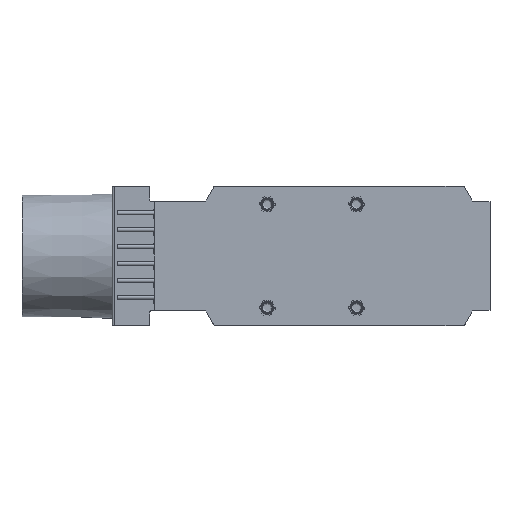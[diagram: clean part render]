
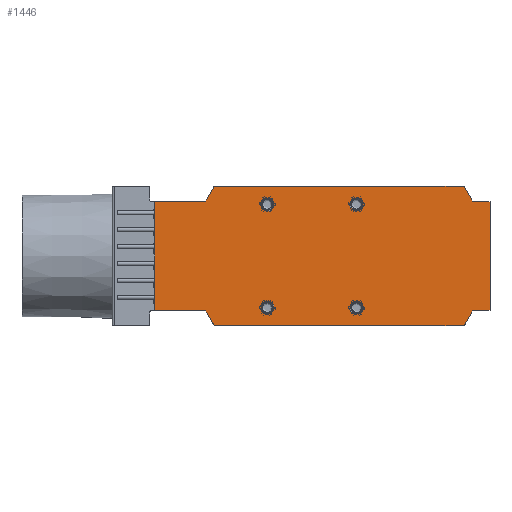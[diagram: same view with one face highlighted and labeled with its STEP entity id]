
A CAD part, front view. The second image highlights one B-rep face of the part: STEP entity #1446.
In plain terms, the highlighted planar face has unit normal (0, -1, 0).
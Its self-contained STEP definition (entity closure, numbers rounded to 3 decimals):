
#1446=ADVANCED_FACE('',(#55515,#55517,#55519,#55521,#55523),#55525,.T.);
#55515=FACE_BOUND('',#55516,.T.);
#55516=EDGE_LOOP('',(#98302,#98303,#98304,#98305,#98306,#98307,#98308,#98309,#98310,
#98311,#98312,#98313,#98314,#98315,#98316,#98317,#98318,#98319,#98320,#98321));
#55517=FACE_BOUND('',#55518,.T.);
#55518=EDGE_LOOP('',(#98322));
#55519=FACE_BOUND('',#55520,.T.);
#55520=EDGE_LOOP('',(#98323));
#55521=FACE_BOUND('',#55522,.T.);
#55522=EDGE_LOOP('',(#98324));
#55523=FACE_BOUND('',#55524,.T.);
#55524=EDGE_LOOP('',(#98325));
#55525=PLANE('',#55526);
#55526=AXIS2_PLACEMENT_3D('',#55527,#55528,#55529);
#55527=CARTESIAN_POINT('',(165.,0.,-74.));
#55528=DIRECTION('',(-0.,-1.,0.));
#55529=DIRECTION('',(0.,0.,1.));
#98302=ORIENTED_EDGE('',*,*,#132840,.T.);
#98303=ORIENTED_EDGE('',*,*,#132841,.T.);
#98304=ORIENTED_EDGE('',*,*,#132842,.T.);
#98305=ORIENTED_EDGE('',*,*,#132843,.T.);
#98306=ORIENTED_EDGE('',*,*,#132844,.T.);
#98307=ORIENTED_EDGE('',*,*,#132845,.T.);
#98308=ORIENTED_EDGE('',*,*,#132846,.T.);
#98309=ORIENTED_EDGE('',*,*,#132847,.T.);
#98310=ORIENTED_EDGE('',*,*,#132848,.T.);
#98311=ORIENTED_EDGE('',*,*,#132849,.F.);
#98312=ORIENTED_EDGE('',*,*,#132850,.T.);
#98313=ORIENTED_EDGE('',*,*,#132851,.F.);
#98314=ORIENTED_EDGE('',*,*,#132852,.T.);
#98315=ORIENTED_EDGE('',*,*,#132853,.T.);
#98316=ORIENTED_EDGE('',*,*,#132854,.T.);
#98317=ORIENTED_EDGE('',*,*,#132855,.F.);
#98318=ORIENTED_EDGE('',*,*,#132856,.T.);
#98319=ORIENTED_EDGE('',*,*,#132857,.T.);
#98320=ORIENTED_EDGE('',*,*,#132858,.T.);
#98321=ORIENTED_EDGE('',*,*,#132859,.T.);
#98322=ORIENTED_EDGE('',*,*,#132860,.T.);
#98323=ORIENTED_EDGE('',*,*,#132861,.T.);
#98324=ORIENTED_EDGE('',*,*,#132862,.T.);
#98325=ORIENTED_EDGE('',*,*,#132863,.T.);
#132840=EDGE_CURVE('',#150064,#150065,#150066,.T.);
#132841=EDGE_CURVE('',#150065,#150067,#150068,.F.);
#132842=EDGE_CURVE('',#150067,#150069,#150070,.F.);
#132843=EDGE_CURVE('',#150069,#150071,#150072,.F.);
#132844=EDGE_CURVE('',#150071,#150073,#150074,.F.);
#132845=EDGE_CURVE('',#150073,#150075,#150076,.T.);
#132846=EDGE_CURVE('',#150075,#150077,#150078,.F.);
#132847=EDGE_CURVE('',#150077,#150079,#150080,.F.);
#132848=EDGE_CURVE('',#150079,#150081,#150082,.F.);
#132849=EDGE_CURVE('',#150083,#150081,#150084,.T.);
#132850=EDGE_CURVE('',#150083,#150085,#150086,.T.);
#132851=EDGE_CURVE('',#150087,#150085,#150088,.T.);
#132852=EDGE_CURVE('',#150087,#150089,#150090,.F.);
#132853=EDGE_CURVE('',#150089,#150091,#150092,.F.);
#132854=EDGE_CURVE('',#150091,#150093,#150094,.F.);
#132855=EDGE_CURVE('',#150095,#150093,#150096,.T.);
#132856=EDGE_CURVE('',#150095,#150097,#150098,.F.);
#132857=EDGE_CURVE('',#150097,#150099,#150100,.F.);
#132858=EDGE_CURVE('',#150099,#150101,#150102,.F.);
#132859=EDGE_CURVE('',#150101,#150064,#150103,.F.);
#132860=EDGE_CURVE('',#150104,#150104,#150105,.F.);
#132861=EDGE_CURVE('',#150106,#150106,#150107,.F.);
#132862=EDGE_CURVE('',#150108,#150108,#150109,.F.);
#132863=EDGE_CURVE('',#150110,#150110,#150111,.F.);
#150064=VERTEX_POINT('',#178771);
#150065=VERTEX_POINT('',#178772);
#150066=LINE('',#178773,#178774);
#150067=VERTEX_POINT('',#178776);
#150068=LINE('',#178777,#178778);
#150069=VERTEX_POINT('',#178780);
#150070=CIRCLE('',#178781,2.);
#150071=VERTEX_POINT('',#178785);
#150072=LINE('',#178786,#178787);
#150073=VERTEX_POINT('',#178789);
#150074=CIRCLE('',#178790,2.);
#150075=VERTEX_POINT('',#178794);
#150076=LINE('',#178795,#178796);
#150077=VERTEX_POINT('',#178798);
#150078=CIRCLE('',#178799,2.);
#150079=VERTEX_POINT('',#178803);
#150080=LINE('',#178804,#178805);
#150081=VERTEX_POINT('',#178807);
#150082=CIRCLE('',#178808,2.);
#150083=VERTEX_POINT('',#178812);
#150084=LINE('',#178813,#178814);
#150085=VERTEX_POINT('',#178816);
#150086=LINE('',#178817,#178818);
#150087=VERTEX_POINT('',#178820);
#150088=LINE('',#178821,#178822);
#150089=VERTEX_POINT('',#178824);
#150090=CIRCLE('',#178825,2.);
#150091=VERTEX_POINT('',#178829);
#150092=LINE('',#178830,#178831);
#150093=VERTEX_POINT('',#178833);
#150094=CIRCLE('',#178834,2.);
#150095=VERTEX_POINT('',#178838);
#150096=LINE('',#178839,#178840);
#150097=VERTEX_POINT('',#178842);
#150098=CIRCLE('',#178843,2.);
#150099=VERTEX_POINT('',#178847);
#150100=LINE('',#178848,#178849);
#150101=VERTEX_POINT('',#178851);
#150102=CIRCLE('',#178852,2.);
#150103=LINE('',#178856,#178857);
#150104=VERTEX_POINT('',#178859);
#150105=CIRCLE('',#178860,6.25);
#150106=VERTEX_POINT('',#178864);
#150107=CIRCLE('',#178865,6.25);
#150108=VERTEX_POINT('',#178869);
#150109=CIRCLE('',#178870,6.25);
#150110=VERTEX_POINT('',#178874);
#150111=CIRCLE('',#178875,6.25);
#178771=CARTESIAN_POINT('',(163.,0.,-57.5));
#178772=CARTESIAN_POINT('',(163.,0.,57.5));
#178773=CARTESIAN_POINT('',(163.,0.,-57.5));
#178774=VECTOR('',#178775,1.);
#178775=DIRECTION('',(0.,0.,1.));
#178776=CARTESIAN_POINT('',(146.161,0.,57.5));
#178777=CARTESIAN_POINT('',(146.161,0.,57.5));
#178778=VECTOR('',#178779,1.);
#178779=DIRECTION('',(1.,0.,0.));
#178780=CARTESIAN_POINT('',(144.429,0.,58.5));
#178781=AXIS2_PLACEMENT_3D('',#178782,#178783,#178784);
#178782=CARTESIAN_POINT('',(146.161,0.,59.5));
#178783=DIRECTION('',(0.,-1.,0.));
#178784=DIRECTION('',(-0.866,0.,-0.5));
#178785=CARTESIAN_POINT('',(136.057,0.,73.));
#178786=CARTESIAN_POINT('',(136.057,0.,73.));
#178787=VECTOR('',#178788,1.);
#178788=DIRECTION('',(0.5,0.,-0.866));
#178789=CARTESIAN_POINT('',(134.325,0.,74.));
#178790=AXIS2_PLACEMENT_3D('',#178791,#178792,#178793);
#178791=CARTESIAN_POINT('',(134.325,0.,72.));
#178792=DIRECTION('',(0.,1.,0.));
#178793=DIRECTION('',(0.,0.,1.));
#178794=CARTESIAN_POINT('',(-129.315,0.,74.));
#178795=CARTESIAN_POINT('',(134.325,0.,74.));
#178796=VECTOR('',#178797,1.);
#178797=DIRECTION('',(-1.,0.,0.));
#178798=CARTESIAN_POINT('',(-131.047,0.,73.));
#178799=AXIS2_PLACEMENT_3D('',#178800,#178801,#178802);
#178800=CARTESIAN_POINT('',(-129.315,0.,72.));
#178801=DIRECTION('',(0.,1.,0.));
#178802=DIRECTION('',(-0.866,0.,0.5));
#178803=CARTESIAN_POINT('',(-139.419,0.,58.5));
#178804=CARTESIAN_POINT('',(-139.419,0.,58.5));
#178805=VECTOR('',#178806,1.);
#178806=DIRECTION('',(0.5,0.,0.866));
#178807=CARTESIAN_POINT('',(-141.151,0.,57.5));
#178808=AXIS2_PLACEMENT_3D('',#178809,#178810,#178811);
#178809=CARTESIAN_POINT('',(-141.151,0.,59.5));
#178810=DIRECTION('',(0.,-1.,0.));
#178811=DIRECTION('',(0.,0.,-1.));
#178812=CARTESIAN_POINT('',(-193.897,0.,57.5));
#178813=CARTESIAN_POINT('',(-193.897,0.,57.5));
#178814=VECTOR('',#178815,1.);
#178815=DIRECTION('',(1.,0.,0.));
#178816=CARTESIAN_POINT('',(-193.897,0.,-57.5));
#178817=CARTESIAN_POINT('',(-193.897,0.,57.5));
#178818=VECTOR('',#178819,1.);
#178819=DIRECTION('',(0.,0.,-1.));
#178820=CARTESIAN_POINT('',(-141.151,0.,-57.5));
#178821=CARTESIAN_POINT('',(-141.151,0.,-57.5));
#178822=VECTOR('',#178823,1.);
#178823=DIRECTION('',(-1.,0.,0.));
#178824=CARTESIAN_POINT('',(-139.419,0.,-58.5));
#178825=AXIS2_PLACEMENT_3D('',#178826,#178827,#178828);
#178826=CARTESIAN_POINT('',(-141.151,0.,-59.5));
#178827=DIRECTION('',(0.,-1.,0.));
#178828=DIRECTION('',(0.866,0.,0.5));
#178829=CARTESIAN_POINT('',(-131.047,0.,-73.));
#178830=CARTESIAN_POINT('',(-131.047,0.,-73.));
#178831=VECTOR('',#178832,1.);
#178832=DIRECTION('',(-0.5,0.,0.866));
#178833=CARTESIAN_POINT('',(-129.315,0.,-74.));
#178834=AXIS2_PLACEMENT_3D('',#178835,#178836,#178837);
#178835=CARTESIAN_POINT('',(-129.315,0.,-72.));
#178836=DIRECTION('',(0.,1.,0.));
#178837=DIRECTION('',(0.,0.,-1.));
#178838=CARTESIAN_POINT('',(134.325,0.,-74.));
#178839=CARTESIAN_POINT('',(134.325,0.,-74.));
#178840=VECTOR('',#178841,1.);
#178841=DIRECTION('',(-1.,0.,0.));
#178842=CARTESIAN_POINT('',(136.057,0.,-73.));
#178843=AXIS2_PLACEMENT_3D('',#178844,#178845,#178846);
#178844=CARTESIAN_POINT('',(134.325,0.,-72.));
#178845=DIRECTION('',(0.,1.,0.));
#178846=DIRECTION('',(0.866,0.,-0.5));
#178847=CARTESIAN_POINT('',(144.429,0.,-58.5));
#178848=CARTESIAN_POINT('',(144.429,0.,-58.5));
#178849=VECTOR('',#178850,1.);
#178850=DIRECTION('',(-0.5,0.,-0.866));
#178851=CARTESIAN_POINT('',(146.161,0.,-57.5));
#178852=AXIS2_PLACEMENT_3D('',#178853,#178854,#178855);
#178853=CARTESIAN_POINT('',(146.161,0.,-59.5));
#178854=DIRECTION('',(0.,-1.,0.));
#178855=DIRECTION('',(0.,0.,1.));
#178856=CARTESIAN_POINT('',(163.,0.,-57.5));
#178857=VECTOR('',#178858,1.);
#178858=DIRECTION('',(-1.,0.,0.));
#178859=CARTESIAN_POINT('',(-67.75,0.,55.));
#178860=AXIS2_PLACEMENT_3D('',#178861,#178862,#178863);
#178861=CARTESIAN_POINT('',(-74.,0.,55.));
#178862=DIRECTION('',(-0.,-1.,0.));
#178863=DIRECTION('',(1.,-0.,0.));
#178864=CARTESIAN_POINT('',(27.25,0.,55.));
#178865=AXIS2_PLACEMENT_3D('',#178866,#178867,#178868);
#178866=CARTESIAN_POINT('',(21.,0.,55.));
#178867=DIRECTION('',(-0.,-1.,0.));
#178868=DIRECTION('',(1.,-0.,0.));
#178869=CARTESIAN_POINT('',(27.25,0.,-55.));
#178870=AXIS2_PLACEMENT_3D('',#178871,#178872,#178873);
#178871=CARTESIAN_POINT('',(21.,0.,-55.));
#178872=DIRECTION('',(-0.,-1.,0.));
#178873=DIRECTION('',(1.,-0.,0.));
#178874=CARTESIAN_POINT('',(-67.75,0.,-55.));
#178875=AXIS2_PLACEMENT_3D('',#178876,#178877,#178878);
#178876=CARTESIAN_POINT('',(-74.,0.,-55.));
#178877=DIRECTION('',(-0.,-1.,0.));
#178878=DIRECTION('',(1.,-0.,0.));
